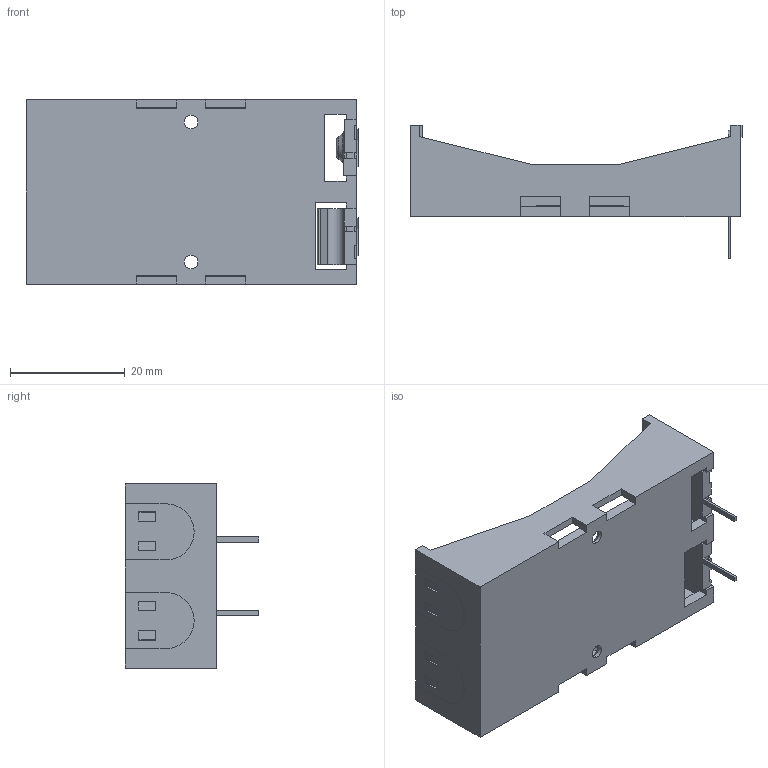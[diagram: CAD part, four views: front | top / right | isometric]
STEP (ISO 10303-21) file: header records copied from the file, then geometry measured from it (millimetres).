
FILE_DESCRIPTION (( 'STEP AP214' ), '1' );
FILE_NAME ('BA2AAPC.STEP', '2019-12-04T16:40:44', ( '' ), ( '' ), 'SwSTEP 2.0', 'SolidWorks 2016', '' );
FILE_SCHEMA (( 'AUTOMOTIVE_DESIGN' ));
Length unit declared in the file: millimetre
Products named in the file (1): BA2AAPC
Bounding box: 57.78 x 23.25 x 32.05 mm (x, y, z)
Volume: 6518.4 mm3; surface area: 11066.2 mm2
Topology: 4 solids, 4 shells, 451 faces, 1289 edges, 848 vertices
Faces by surface type: plane 378, cylinder 45, torus 16, cone 12
Entity records: 14666 total; most frequent: CARTESIAN_POINT 2589, ORIENTED_EDGE 2578, DIRECTION 2335, EDGE_CURVE 1289, LINE 1147, VECTOR 1147, VERTEX_POINT 848, AXIS2_PLACEMENT_3D 594
